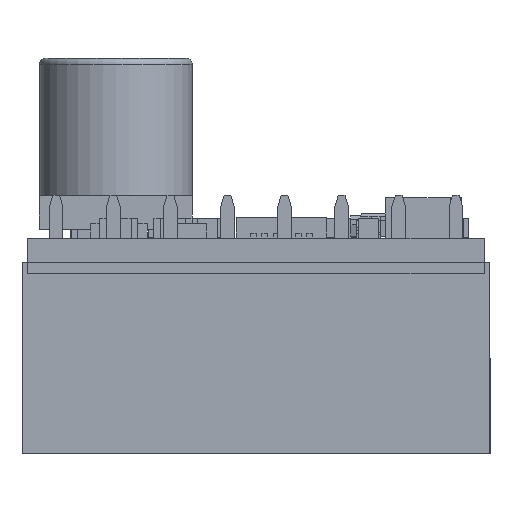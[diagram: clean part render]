
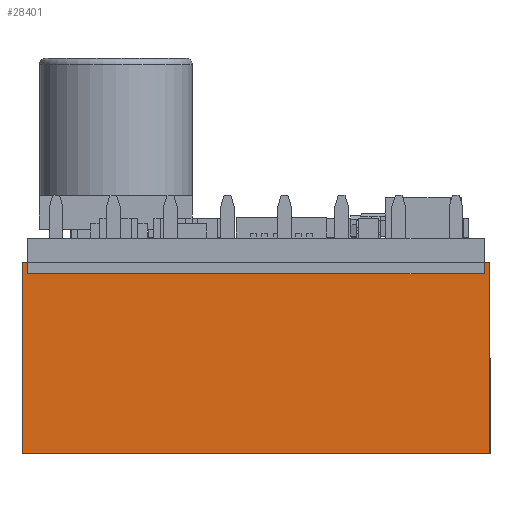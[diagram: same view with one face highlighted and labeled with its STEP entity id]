
A CAD part, left-side view. The second image highlights one B-rep face of the part: STEP entity #28401.
In plain terms, the highlighted face is planar.
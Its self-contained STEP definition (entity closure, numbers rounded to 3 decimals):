
#2388=FACE_OUTER_BOUND('',#3849,.T.);
#3849=EDGE_LOOP('',(#19693,#19694,#19695,#19696));
#5364=LINE('',#37702,#8878);
#5702=LINE('',#38385,#9216);
#5704=LINE('',#38388,#9218);
#5706=LINE('',#38392,#9220);
#8878=VECTOR('',#31233,8.5);
#9216=VECTOR('',#31805,8.5);
#9218=VECTOR('',#31809,20.82);
#9220=VECTOR('',#31815,20.82);
#12392=VERTEX_POINT('',#37699);
#12393=VERTEX_POINT('',#37701);
#12620=VERTEX_POINT('',#38382);
#12621=VERTEX_POINT('',#38384);
#14998=EDGE_CURVE('',#12393,#12392,#5364,.T.);
#15336=EDGE_CURVE('',#12620,#12621,#5702,.T.);
#15338=EDGE_CURVE('',#12392,#12621,#5704,.T.);
#15340=EDGE_CURVE('',#12393,#12620,#5706,.T.);
#19693=ORIENTED_EDGE('',*,*,#14998,.T.);
#19694=ORIENTED_EDGE('',*,*,#15338,.T.);
#19695=ORIENTED_EDGE('',*,*,#15336,.F.);
#19696=ORIENTED_EDGE('',*,*,#15340,.F.);
#27179=PLANE('',#29870);
#28401=ADVANCED_FACE('',(#2388),#27179,.T.);
#29870=AXIS2_PLACEMENT_3D('',#38391,#31813,#31814);
#31233=DIRECTION('',(0.,-1.,0.));
#31805=DIRECTION('',(0.,-1.,0.));
#31809=DIRECTION('',(1.,0.,0.));
#31813=DIRECTION('center_axis',(0.,0.,1.));
#31814=DIRECTION('ref_axis',(0.,-1.,0.));
#31815=DIRECTION('',(1.,0.,0.));
#37699=CARTESIAN_POINT('',(-10.41,0.,1.27));
#37701=CARTESIAN_POINT('',(-10.41,8.5,1.27));
#37702=CARTESIAN_POINT('',(-10.41,8.5,1.27));
#38382=CARTESIAN_POINT('',(10.41,8.5,1.27));
#38384=CARTESIAN_POINT('',(10.41,0.,1.27));
#38385=CARTESIAN_POINT('',(10.41,8.5,1.27));
#38388=CARTESIAN_POINT('',(-10.41,0.,1.27));
#38391=CARTESIAN_POINT('Origin',(-10.41,8.5,1.27));
#38392=CARTESIAN_POINT('',(-10.41,8.5,1.27));
